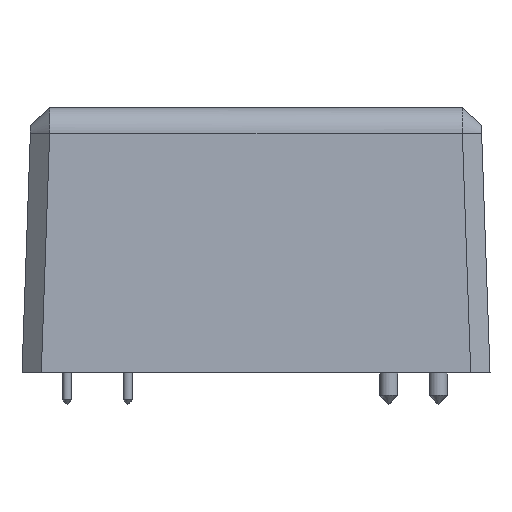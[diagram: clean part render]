
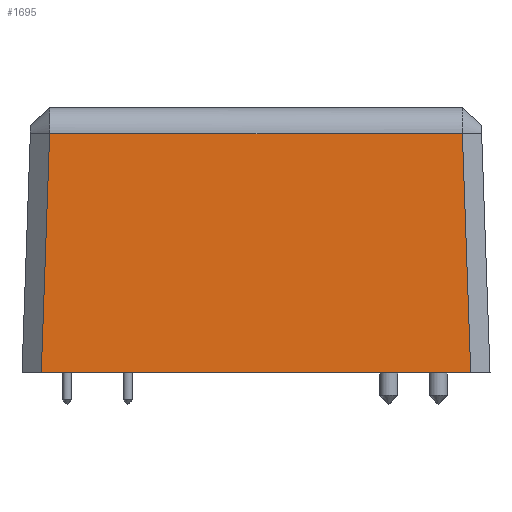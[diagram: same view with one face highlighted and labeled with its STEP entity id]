
A CAD part, left-side view. The second image highlights one B-rep face of the part: STEP entity #1695.
In plain terms, the highlighted planar face has unit normal (-0.999, 0, 0.035).
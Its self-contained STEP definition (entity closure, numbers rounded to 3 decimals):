
#1556 = VERTEX_POINT('',#1557);
#1557 = CARTESIAN_POINT('',(-5.3,-38.106,0.));
#1563 = EDGE_CURVE('',#1564,#1556,#1566,.T.);
#1564 = VERTEX_POINT('',#1565);
#1565 = CARTESIAN_POINT('',(-5.3,9.606,0.));
#1566 = LINE('',#1567,#1568);
#1567 = CARTESIAN_POINT('',(-5.3,-40.25,0.));
#1568 = VECTOR('',#1569,1.);
#1569 = DIRECTION('',(0.,-1.,0.));
#1675 = VERTEX_POINT('',#1676);
#1676 = CARTESIAN_POINT('',(-4.371,-37.177,
    26.605));
#1683 = EDGE_CURVE('',#1556,#1675,#1684,.T.);
#1684 = LINE('',#1685,#1686);
#1685 = CARTESIAN_POINT('',(-5.303,-38.109,
    -0.075));
#1686 = VECTOR('',#1687,1.);
#1687 = DIRECTION('',(0.035,0.035,
    0.999));
#1695 = ADVANCED_FACE('',(#1696),#1714,.T.);
#1696 = FACE_BOUND('',#1697,.T.);
#1697 = EDGE_LOOP('',(#1698,#1699,#1700,#1708));
#1698 = ORIENTED_EDGE('',*,*,#1563,.T.);
#1699 = ORIENTED_EDGE('',*,*,#1683,.T.);
#1700 = ORIENTED_EDGE('',*,*,#1701,.T.);
#1701 = EDGE_CURVE('',#1675,#1702,#1704,.T.);
#1702 = VERTEX_POINT('',#1703);
#1703 = CARTESIAN_POINT('',(-4.371,8.677,
    26.605));
#1704 = LINE('',#1705,#1706);
#1705 = CARTESIAN_POINT('',(-4.371,10.72,
    26.605));
#1706 = VECTOR('',#1707,1.);
#1707 = DIRECTION('',(0.,1.,0.));
#1708 = ORIENTED_EDGE('',*,*,#1709,.T.);
#1709 = EDGE_CURVE('',#1702,#1564,#1710,.T.);
#1710 = LINE('',#1711,#1712);
#1711 = CARTESIAN_POINT('',(-5.239,9.546,
    1.737));
#1712 = VECTOR('',#1713,1.);
#1713 = DIRECTION('',(-0.035,0.035,
    -0.999));
#1714 = PLANE('',#1715);
#1715 = AXIS2_PLACEMENT_3D('',#1716,#1717,#1718);
#1716 = CARTESIAN_POINT('',(-5.3,-40.25,0.));
#1717 = DIRECTION('',(-0.999,0.,
    0.035));
#1718 = DIRECTION('',(0.035,0.,
    0.999));
